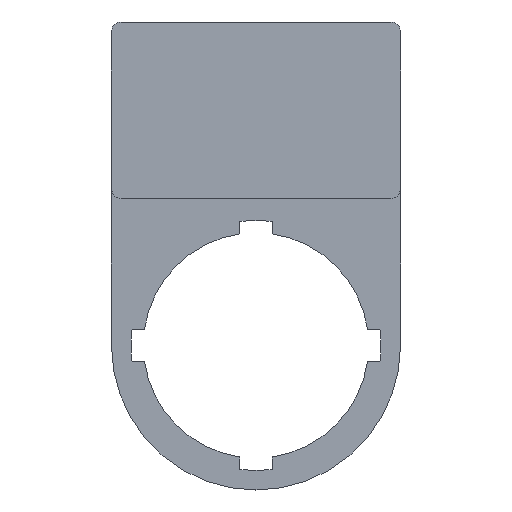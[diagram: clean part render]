
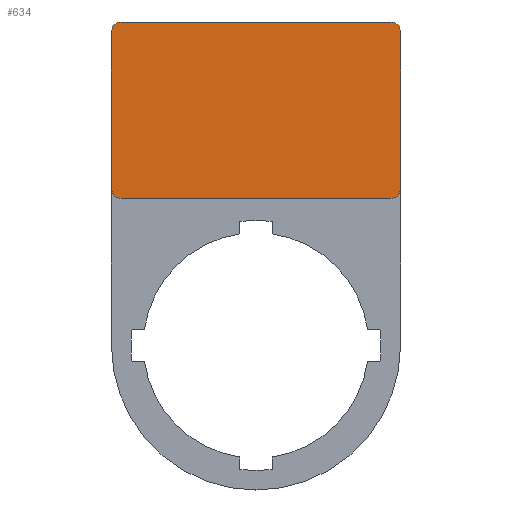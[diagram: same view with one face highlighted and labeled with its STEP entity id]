
A CAD part, top view. The second image highlights one B-rep face of the part: STEP entity #634.
In plain terms, the highlighted planar face has unit normal (0, 0, 1).
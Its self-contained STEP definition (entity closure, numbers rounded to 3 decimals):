
#566=AXIS2_PLACEMENT_3D('Plane Axis2P3D',#563,#564,#565) ;
#570=AXIS2_PLACEMENT_3D('Circle Axis2P3D',#568,#569,$) ;
#586=AXIS2_PLACEMENT_3D('Circle Axis2P3D',#584,#585,$) ;
#600=AXIS2_PLACEMENT_3D('Circle Axis2P3D',#598,#599,$) ;
#614=AXIS2_PLACEMENT_3D('Circle Axis2P3D',#612,#613,$) ;
#563=CARTESIAN_POINT('Axis2P3D Location',(14.75,47.75,1.2)) ;
#568=CARTESIAN_POINT('Axis2P3D Location',(1.,46.75,1.2)) ;
#572=CARTESIAN_POINT('Vertex',(1.,47.75,1.2)) ;
#574=CARTESIAN_POINT('Vertex',(0.,46.75,1.2)) ;
#577=CARTESIAN_POINT('Line Origine',(0.,38.75,1.2)) ;
#581=CARTESIAN_POINT('Vertex',(0.,30.75,1.2)) ;
#584=CARTESIAN_POINT('Axis2P3D Location',(1.,30.75,1.2)) ;
#588=CARTESIAN_POINT('Vertex',(1.,29.75,1.2)) ;
#591=CARTESIAN_POINT('Line Origine',(14.75,29.75,1.2)) ;
#595=CARTESIAN_POINT('Vertex',(28.5,29.75,1.2)) ;
#598=CARTESIAN_POINT('Axis2P3D Location',(28.5,30.75,1.2)) ;
#602=CARTESIAN_POINT('Vertex',(29.5,30.75,1.2)) ;
#605=CARTESIAN_POINT('Line Origine',(29.5,38.75,1.2)) ;
#609=CARTESIAN_POINT('Vertex',(29.5,46.75,1.2)) ;
#612=CARTESIAN_POINT('Axis2P3D Location',(28.5,46.75,1.2)) ;
#616=CARTESIAN_POINT('Vertex',(28.5,47.75,1.2)) ;
#619=CARTESIAN_POINT('Line Origine',(14.75,47.75,1.2)) ;
#564=DIRECTION('Axis2P3D Direction',(0.,0.,1.)) ;
#565=DIRECTION('Axis2P3D XDirection',(1.,0.,0.)) ;
#569=DIRECTION('Axis2P3D Direction',(0.,0.,1.)) ;
#578=DIRECTION('Vector Direction',(0.,-1.,0.)) ;
#585=DIRECTION('Axis2P3D Direction',(0.,0.,1.)) ;
#592=DIRECTION('Vector Direction',(1.,0.,0.)) ;
#599=DIRECTION('Axis2P3D Direction',(0.,0.,1.)) ;
#606=DIRECTION('Vector Direction',(0.,1.,0.)) ;
#613=DIRECTION('Axis2P3D Direction',(0.,0.,1.)) ;
#620=DIRECTION('Vector Direction',(1.,0.,0.)) ;
#579=VECTOR('Line Direction',#578,1.) ;
#593=VECTOR('Line Direction',#592,1.) ;
#607=VECTOR('Line Direction',#606,1.) ;
#621=VECTOR('Line Direction',#620,1.) ;
#625=ORIENTED_EDGE('',*,*,#576,.T.) ;
#626=ORIENTED_EDGE('',*,*,#583,.T.) ;
#627=ORIENTED_EDGE('',*,*,#590,.T.) ;
#628=ORIENTED_EDGE('',*,*,#597,.T.) ;
#629=ORIENTED_EDGE('',*,*,#604,.T.) ;
#630=ORIENTED_EDGE('',*,*,#611,.T.) ;
#631=ORIENTED_EDGE('',*,*,#618,.T.) ;
#632=ORIENTED_EDGE('',*,*,#623,.T.) ;
#634=ADVANCED_FACE('S3D - gedreht',(#633),#567,.T.) ;
#571=CIRCLE('generated circle',#570,1.) ;
#587=CIRCLE('generated circle',#586,1.) ;
#601=CIRCLE('generated circle',#600,1.) ;
#615=CIRCLE('generated circle',#614,1.) ;
#576=EDGE_CURVE('',#573,#575,#571,.T.) ;
#583=EDGE_CURVE('',#575,#582,#580,.T.) ;
#590=EDGE_CURVE('',#582,#589,#587,.T.) ;
#597=EDGE_CURVE('',#589,#596,#594,.T.) ;
#604=EDGE_CURVE('',#596,#603,#601,.T.) ;
#611=EDGE_CURVE('',#603,#610,#608,.T.) ;
#618=EDGE_CURVE('',#610,#617,#615,.T.) ;
#623=EDGE_CURVE('',#617,#573,#622,.F.) ;
#624=EDGE_LOOP('',(#625,#626,#627,#628,#629,#630,#631,#632)) ;
#633=FACE_OUTER_BOUND('',#624,.T.) ;
#580=LINE('Line',#577,#579) ;
#594=LINE('Line',#591,#593) ;
#608=LINE('Line',#605,#607) ;
#622=LINE('Line',#619,#621) ;
#567=PLANE('',#566) ;
#573=VERTEX_POINT('',#572) ;
#575=VERTEX_POINT('',#574) ;
#582=VERTEX_POINT('',#581) ;
#589=VERTEX_POINT('',#588) ;
#596=VERTEX_POINT('',#595) ;
#603=VERTEX_POINT('',#602) ;
#610=VERTEX_POINT('',#609) ;
#617=VERTEX_POINT('',#616) ;
